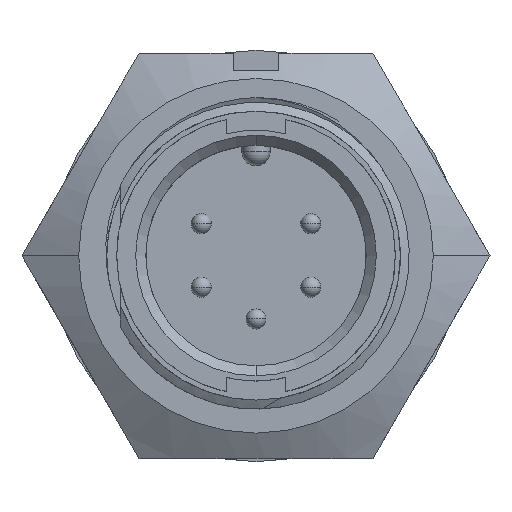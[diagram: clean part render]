
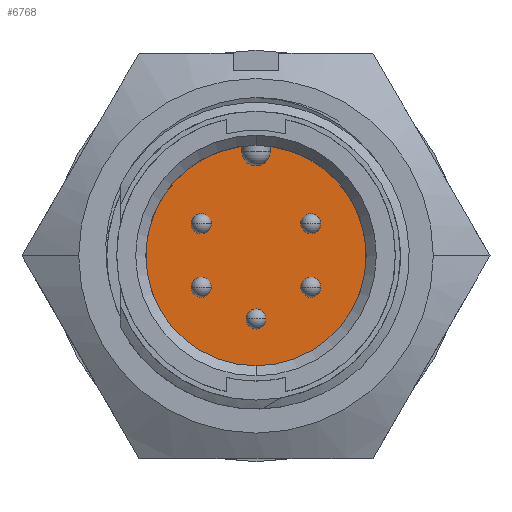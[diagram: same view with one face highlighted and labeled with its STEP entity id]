
A CAD part, top view. The second image highlights one B-rep face of the part: STEP entity #6768.
In plain terms, the highlighted planar face has unit normal (0, 0, 1).
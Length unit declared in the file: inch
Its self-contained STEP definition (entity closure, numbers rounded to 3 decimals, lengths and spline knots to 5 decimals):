
#10 = CARTESIAN_POINT ( 'NONE',  ( 0.12774, -0.062, -0.29807 ) ) ;
#15 = CARTESIAN_POINT ( 'NONE',  ( -0.12774, -0.062, -0.29807 ) ) ;
#24 = CARTESIAN_POINT ( 'NONE',  ( 0.08826, -0.062, -0.29807 ) ) ;
#51 = CARTESIAN_POINT ( 'NONE',  ( -0.08826, -0.062, -0.29807 ) ) ;
#57 = CARTESIAN_POINT ( 'NONE',  ( 0.028, 0.2055, -0.29807 ) ) ;
#73 = CARTESIAN_POINT ( 'NONE',  ( 0.01974, -0.125, -0.29807 ) ) ;
#105 = CARTESIAN_POINT ( 'NONE',  ( 0., -0.2175, -0.29807 ) ) ;
#1263 = VERTEX_POINT ( 'NONE', #16247 ) ;
#1271 = VERTEX_POINT ( 'NONE', #16231 ) ;
#1273 = VERTEX_POINT ( 'NONE', #16232 ) ;
#1372 = VERTEX_POINT ( 'NONE', #105 ) ;
#1376 = VERTEX_POINT ( 'NONE', #10 ) ;
#1391 = VERTEX_POINT ( 'NONE', #15 ) ;
#1409 = VERTEX_POINT ( 'NONE', #73 ) ;
#1411 = VERTEX_POINT ( 'NONE', #24 ) ;
#1416 = VERTEX_POINT ( 'NONE', #51 ) ;
#1444 = VERTEX_POINT ( 'NONE', #57 ) ;
#1545 = VERTEX_POINT ( 'NONE', #12247 ) ;
#1568 = VERTEX_POINT ( 'NONE', #12836 ) ;
#1596 = VERTEX_POINT ( 'NONE', #12383 ) ;
#1599 = VERTEX_POINT ( 'NONE', #12388 ) ;
#1632 = VERTEX_POINT ( 'NONE', #12593 ) ;
#1997 = ORIENTED_EDGE ( 'NONE', *, *, #6233, .F. ) ;
#1999 = ORIENTED_EDGE ( 'NONE', *, *, #6256, .F. ) ;
#2000 = ORIENTED_EDGE ( 'NONE', *, *, #6259, .F. ) ;
#2001 = ORIENTED_EDGE ( 'NONE', *, *, #3524, .F. ) ;
#2013 = ORIENTED_EDGE ( 'NONE', *, *, #6456, .F. ) ;
#2049 = ORIENTED_EDGE ( 'NONE', *, *, #3433, .T. ) ;
#2053 = ORIENTED_EDGE ( 'NONE', *, *, #6236, .T. ) ;
#2058 = ORIENTED_EDGE ( 'NONE', *, *, #6231, .T. ) ;
#2059 = ORIENTED_EDGE ( 'NONE', *, *, #3552, .F. ) ;
#2060 = ORIENTED_EDGE ( 'NONE', *, *, #6164, .T. ) ;
#2061 = ORIENTED_EDGE ( 'NONE', *, *, #6387, .F. ) ;
#2062 = ORIENTED_EDGE ( 'NONE', *, *, #3542, .F. ) ;
#2063 = ORIENTED_EDGE ( 'NONE', *, *, #3551, .F. ) ;
#2064 = ORIENTED_EDGE ( 'NONE', *, *, #6152, .T. ) ;
#2065 = ORIENTED_EDGE ( 'NONE', *, *, #3521, .F. ) ;
#2606 = CARTESIAN_POINT ( 'NONE',  ( 0.108, 0.063, -0.29807 ) ) ;
#2607 = DIRECTION ( 'NONE',  ( 0., 0., 1. ) ) ;
#2608 = DIRECTION ( 'NONE',  ( 1., 0., 0. ) ) ;
#2961 = DIRECTION ( 'NONE',  ( 1., 0., 0. ) ) ;
#3016 = DIRECTION ( 'NONE',  ( 0., 0., 1. ) ) ;
#3050 = CARTESIAN_POINT ( 'NONE',  ( 0., -0.125, -0.29807 ) ) ;
#3433 = EDGE_CURVE ( 'NONE', #1596, #1372, #15615, .T. ) ;
#3521 = EDGE_CURVE ( 'NONE', #1271, #1632, #16130, .T. ) ;
#3524 = EDGE_CURVE ( 'NONE', #1376, #1411, #16119, .T. ) ;
#3542 = EDGE_CURVE ( 'NONE', #1409, #1545, #16162, .T. ) ;
#3551 = EDGE_CURVE ( 'NONE', #1568, #1599, #15406, .T. ) ;
#3552 = EDGE_CURVE ( 'NONE', #1416, #1391, #16043, .T. ) ;
#3882 = LINE ( 'NONE', #8625, #15949 ) ;
#4026 = LINE ( 'NONE', #8626, #16144 ) ;
#6152 = EDGE_CURVE ( 'NONE', #1372, #1263, #15840, .T. ) ;
#6164 = EDGE_CURVE ( 'NONE', #1444, #1273, #15676, .T. ) ;
#6231 = EDGE_CURVE ( 'NONE', #1273, #1596, #3882, .T. ) ;
#6233 = EDGE_CURVE ( 'NONE', #1599, #1568, #16157, .T. ) ;
#6236 = EDGE_CURVE ( 'NONE', #1263, #1444, #4026, .T. ) ;
#6256 = EDGE_CURVE ( 'NONE', #1411, #1376, #16134, .T. ) ;
#6259 = EDGE_CURVE ( 'NONE', #1391, #1416, #16109, .T. ) ;
#6387 = EDGE_CURVE ( 'NONE', #1632, #1271, #15928, .T. ) ;
#6456 = EDGE_CURVE ( 'NONE', #1545, #1409, #15719, .T. ) ;
#6768 = ADVANCED_FACE ( 'NONE', ( #7193, #7192, #7191, #7189, #7188, #7187 ), #7769, .T. ) ;
#7187 = FACE_OUTER_BOUND ( 'NONE', #14005, .T. ) ;
#7188 = FACE_BOUND ( 'NONE', #13826, .T. ) ;
#7189 = FACE_BOUND ( 'NONE', #14060, .T. ) ;
#7191 = FACE_BOUND ( 'NONE', #13123, .T. ) ;
#7192 = FACE_BOUND ( 'NONE', #13748, .T. ) ;
#7193 = FACE_BOUND ( 'NONE', #14041, .T. ) ;
#7268 = DIRECTION ( 'NONE',  ( 0., 0., -1. ) ) ;
#7283 = DIRECTION ( 'NONE',  ( 1., 0., 0. ) ) ;
#7287 = CARTESIAN_POINT ( 'NONE',  ( 0., 0.2055, -0.29807 ) ) ;
#7365 = CARTESIAN_POINT ( 'NONE',  ( 0., 0., -0.29807 ) ) ;
#7366 = DIRECTION ( 'NONE',  ( 1., 0., 0. ) ) ;
#7372 = DIRECTION ( 'NONE',  ( 0., 0., 1. ) ) ;
#7750 = DIRECTION ( 'NONE',  ( 0., 0., 1. ) ) ;
#7769 = PLANE ( 'NONE',  #15678 ) ;
#8067 = DIRECTION ( 'NONE',  ( 1., 0., 0. ) ) ;
#8110 = CARTESIAN_POINT ( 'NONE',  ( 0., 0.2055, -0.29807 ) ) ;
#8329 = DIRECTION ( 'NONE',  ( 1., 0., 0. ) ) ;
#8351 = CARTESIAN_POINT ( 'NONE',  ( -0.108, -0.062, -0.29807 ) ) ;
#8352 = DIRECTION ( 'NONE',  ( 0., 0., 1. ) ) ;
#8354 = DIRECTION ( 'NONE',  ( 1., 0., 0. ) ) ;
#8505 = DIRECTION ( 'NONE',  ( 0., 1., 0. ) ) ;
#8511 = DIRECTION ( 'NONE',  ( 0., 0., 1. ) ) ;
#8524 = CARTESIAN_POINT ( 'NONE',  ( 0.108, -0.062, -0.29807 ) ) ;
#8531 = DIRECTION ( 'NONE',  ( 0., 0., 1. ) ) ;
#8532 = DIRECTION ( 'NONE',  ( 1., 0., 0. ) ) ;
#8624 = DIRECTION ( 'NONE',  ( 0., -1., 0. ) ) ;
#8625 = CARTESIAN_POINT ( 'NONE',  ( -0.028, 0.2055, -0.29807 ) ) ;
#8626 = CARTESIAN_POINT ( 'NONE',  ( 0.028, 0.21569, -0.29807 ) ) ;
#8629 = CARTESIAN_POINT ( 'NONE',  ( -0.108, 0.063, -0.29807 ) ) ;
#12082 = DIRECTION ( 'NONE',  ( 1., 0., 0. ) ) ;
#12137 = DIRECTION ( 'NONE',  ( 1., 0., 0. ) ) ;
#12146 = CARTESIAN_POINT ( 'NONE',  ( -0.108, -0.062, -0.29807 ) ) ;
#12147 = DIRECTION ( 'NONE',  ( 0., 0., 1. ) ) ;
#12158 = DIRECTION ( 'NONE',  ( 1., 0., 0. ) ) ;
#12247 = CARTESIAN_POINT ( 'NONE',  ( -0.01974, -0.125, -0.29807 ) ) ;
#12281 = DIRECTION ( 'NONE',  ( 1., 0., 0. ) ) ;
#12352 = CARTESIAN_POINT ( 'NONE',  ( 0.108, 0.063, -0.29807 ) ) ;
#12383 = CARTESIAN_POINT ( 'NONE',  ( -0.028, 0.21569, -0.29807 ) ) ;
#12388 = CARTESIAN_POINT ( 'NONE',  ( -0.12774, 0.063, -0.29807 ) ) ;
#12431 = DIRECTION ( 'NONE',  ( 0., 0., 1. ) ) ;
#12435 = DIRECTION ( 'NONE',  ( 1., 0., 0. ) ) ;
#12468 = DIRECTION ( 'NONE',  ( 0., 0., 1. ) ) ;
#12514 = DIRECTION ( 'NONE',  ( 0., 0., 1. ) ) ;
#12531 = CARTESIAN_POINT ( 'NONE',  ( 0., 0., -0.29807 ) ) ;
#12593 = CARTESIAN_POINT ( 'NONE',  ( 0.08826, 0.063, -0.29807 ) ) ;
#12650 = CARTESIAN_POINT ( 'NONE',  ( 0., -0.125, -0.29807 ) ) ;
#12712 = CARTESIAN_POINT ( 'NONE',  ( 0.108, -0.062, -0.29807 ) ) ;
#12757 = DIRECTION ( 'NONE',  ( 1., 0., 0. ) ) ;
#12761 = DIRECTION ( 'NONE',  ( 0., 0., 1. ) ) ;
#12776 = DIRECTION ( 'NONE',  ( 0., 0., 1. ) ) ;
#12779 = CARTESIAN_POINT ( 'NONE',  ( -0.108, 0.063, -0.29807 ) ) ;
#12836 = CARTESIAN_POINT ( 'NONE',  ( -0.08826, 0.063, -0.29807 ) ) ;
#13123 = EDGE_LOOP ( 'NONE', ( #2000, #2059 ) ) ;
#13748 = EDGE_LOOP ( 'NONE', ( #2013, #2062 ) ) ;
#13826 = EDGE_LOOP ( 'NONE', ( #2061, #2065 ) ) ;
#14005 = EDGE_LOOP ( 'NONE', ( #2060, #2058, #2049, #2064, #2053 ) ) ;
#14041 = EDGE_LOOP ( 'NONE', ( #1999, #2001 ) ) ;
#14060 = EDGE_LOOP ( 'NONE', ( #1997, #2063 ) ) ;
#15395 = AXIS2_PLACEMENT_3D ( 'NONE', #12650, #12431, #12435 ) ;
#15406 = CIRCLE ( 'NONE', #15415, 0.01974 ) ;
#15413 = AXIS2_PLACEMENT_3D ( 'NONE', #12146, #12147, #12158 ) ;
#15415 = AXIS2_PLACEMENT_3D ( 'NONE', #12779, #12776, #12082 ) ;
#15615 = CIRCLE ( 'NONE', #15631, 0.2175 ) ;
#15631 = AXIS2_PLACEMENT_3D ( 'NONE', #12531, #12514, #12137 ) ;
#15661 = AXIS2_PLACEMENT_3D ( 'NONE', #3050, #3016, #2961 ) ;
#15676 = CIRCLE ( 'NONE', #15861, 0.028 ) ;
#15678 = AXIS2_PLACEMENT_3D ( 'NONE', #8110, #7750, #8067 ) ;
#15719 = CIRCLE ( 'NONE', #15661, 0.01974 ) ;
#15774 = AXIS2_PLACEMENT_3D ( 'NONE', #7365, #7372, #7366 ) ;
#15840 = CIRCLE ( 'NONE', #15774, 0.2175 ) ;
#15861 = AXIS2_PLACEMENT_3D ( 'NONE', #7287, #7268, #7283 ) ;
#15909 = AXIS2_PLACEMENT_3D ( 'NONE', #2606, #2607, #2608 ) ;
#15928 = CIRCLE ( 'NONE', #15909, 0.01974 ) ;
#15949 = VECTOR ( 'NONE', #8505, 39.37008 ) ;
#16043 = CIRCLE ( 'NONE', #15413, 0.01974 ) ;
#16092 = AXIS2_PLACEMENT_3D ( 'NONE', #12712, #12761, #12757 ) ;
#16107 = AXIS2_PLACEMENT_3D ( 'NONE', #12352, #12468, #12281 ) ;
#16109 = CIRCLE ( 'NONE', #16110, 0.01974 ) ;
#16110 = AXIS2_PLACEMENT_3D ( 'NONE', #8351, #8352, #8354 ) ;
#16119 = CIRCLE ( 'NONE', #16092, 0.01974 ) ;
#16130 = CIRCLE ( 'NONE', #16107, 0.01974 ) ;
#16134 = CIRCLE ( 'NONE', #16160, 0.01974 ) ;
#16144 = VECTOR ( 'NONE', #8624, 39.37008 ) ;
#16150 = AXIS2_PLACEMENT_3D ( 'NONE', #8629, #8511, #8329 ) ;
#16157 = CIRCLE ( 'NONE', #16150, 0.01974 ) ;
#16160 = AXIS2_PLACEMENT_3D ( 'NONE', #8524, #8531, #8532 ) ;
#16162 = CIRCLE ( 'NONE', #15395, 0.01974 ) ;
#16231 = CARTESIAN_POINT ( 'NONE',  ( 0.12774, 0.063, -0.29807 ) ) ;
#16232 = CARTESIAN_POINT ( 'NONE',  ( -0.028, 0.2055, -0.29807 ) ) ;
#16247 = CARTESIAN_POINT ( 'NONE',  ( 0.028, 0.21569, -0.29807 ) ) ;
